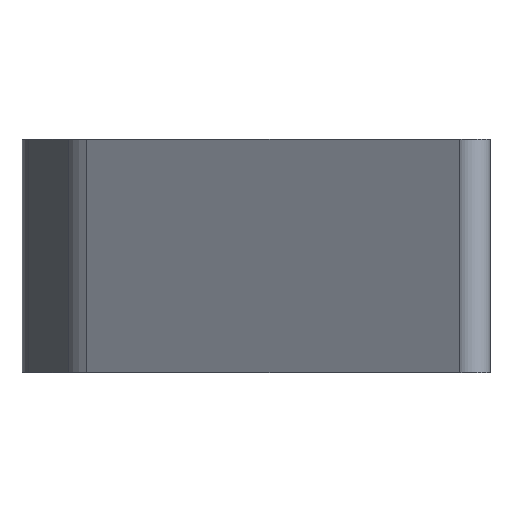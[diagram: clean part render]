
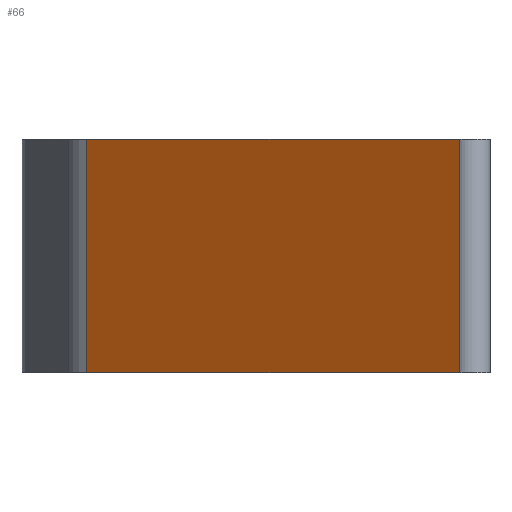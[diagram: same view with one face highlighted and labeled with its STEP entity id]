
A CAD part, left-side view. The second image highlights one B-rep face of the part: STEP entity #66.
In plain terms, the highlighted planar face has unit normal (-0.819, 0.574, 0).
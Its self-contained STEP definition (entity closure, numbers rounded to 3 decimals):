
#53=FACE_OUTER_BOUND('',#96,.T.);
#66=ADVANCED_FACE('',(#53),#75,.T.);
#75=PLANE('',#358);
#96=EDGE_LOOP('',(#172,#173,#174,#175));
#172=ORIENTED_EDGE('',*,*,#253,.F.);
#173=ORIENTED_EDGE('',*,*,#250,.F.);
#174=ORIENTED_EDGE('',*,*,#221,.F.);
#175=ORIENTED_EDGE('',*,*,#252,.T.);
#195=VERTEX_POINT('',#570);
#196=VERTEX_POINT('',#572);
#214=VERTEX_POINT('',#628);
#215=VERTEX_POINT('',#632);
#221=EDGE_CURVE('',#195,#196,#257,.T.);
#250=EDGE_CURVE('',#196,#214,#276,.T.);
#252=EDGE_CURVE('',#195,#215,#277,.T.);
#253=EDGE_CURVE('',#214,#215,#278,.T.);
#257=LINE('',#571,#281);
#276=LINE('',#629,#300);
#277=LINE('',#633,#301);
#278=LINE('',#635,#302);
#281=VECTOR('',#374,1.);
#300=VECTOR('',#433,1.);
#301=VECTOR('',#438,1.);
#302=VECTOR('',#441,1.);
#358=AXIS2_PLACEMENT_3D('',#636,#442,#443);
#374=DIRECTION('',(-0.574,-0.819,0.));
#433=DIRECTION('',(0.,0.,-1.));
#438=DIRECTION('',(0.,0.,-1.));
#441=DIRECTION('',(0.574,0.819,0.));
#442=DIRECTION('',(-0.819,0.574,0.));
#443=DIRECTION('',(0.,0.,1.));
#570=CARTESIAN_POINT('',(-3.401,3.446,0.));
#571=CARTESIAN_POINT('',(5.276,15.838,0.));
#572=CARTESIAN_POINT('',(-8.711,-4.138,0.));
#628=CARTESIAN_POINT('',(-8.711,-4.138,-4.76));
#629=CARTESIAN_POINT('',(-8.711,-4.138,7.2));
#632=CARTESIAN_POINT('',(-3.401,3.446,-4.76));
#633=CARTESIAN_POINT('',(-3.401,3.446,0.));
#635=CARTESIAN_POINT('',(5.276,15.838,-4.76));
#636=CARTESIAN_POINT('',(5.276,15.838,0.));
